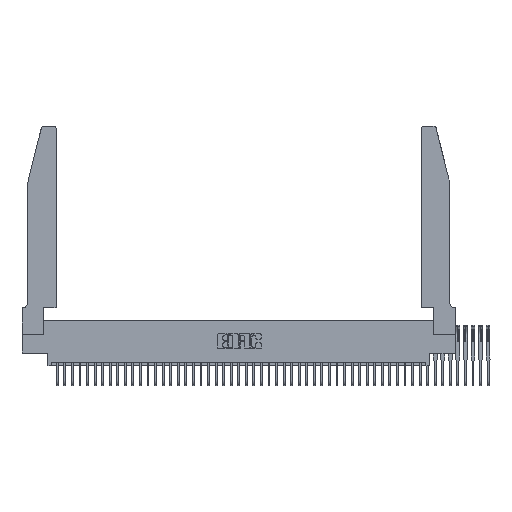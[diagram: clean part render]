
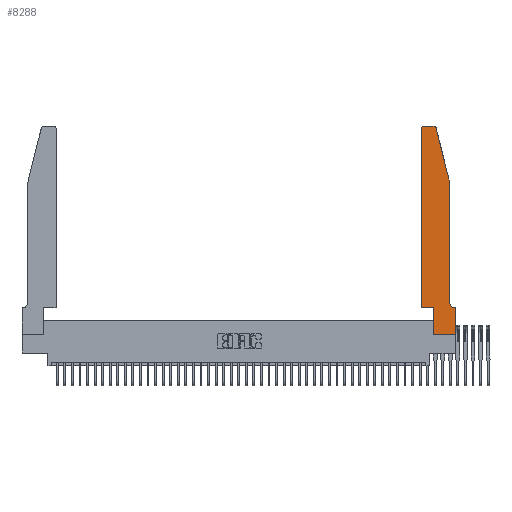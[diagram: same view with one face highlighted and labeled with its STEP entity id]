
A CAD part, top view. The second image highlights one B-rep face of the part: STEP entity #8288.
In plain terms, the highlighted face is planar.
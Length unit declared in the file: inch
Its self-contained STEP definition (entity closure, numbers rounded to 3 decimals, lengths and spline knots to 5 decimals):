
#81 = CARTESIAN_POINT ( 'NONE',  ( 0.0755, 2., 0. ) ) ;
#425 = DIRECTION ( 'NONE',  ( 1., 0., 0. ) ) ;
#569 = LINE ( 'NONE', #9987, #16598 ) ;
#582 = DIRECTION ( 'NONE',  ( -0.239, -0.971, 0. ) ) ;
#1258 = CARTESIAN_POINT ( 'NONE',  ( 0.0755, 0.35, 0. ) ) ;
#1378 = DIRECTION ( 'NONE',  ( 0., -1., 0. ) ) ;
#1624 = CARTESIAN_POINT ( 'NONE',  ( 0., 0.35, 0. ) ) ;
#1934 = LINE ( 'NONE', #39456, #10452 ) ;
#2004 = DIRECTION ( 'NONE',  ( 1., 0., 0. ) ) ;
#2133 = VECTOR ( 'NONE', #22598, 39.37008 ) ;
#3221 = ORIENTED_EDGE ( 'NONE', *, *, #3436, .F. ) ;
#3355 = DIRECTION ( 'NONE',  ( 0., -1., 0. ) ) ;
#3436 = EDGE_CURVE ( 'NONE', #17430, #32644, #27595, .T. ) ;
#3644 = CIRCLE ( 'NONE', #28478, 0.03 ) ;
#3858 = LINE ( 'NONE', #1258, #20848 ) ;
#4116 = ORIENTED_EDGE ( 'NONE', *, *, #19205, .F. ) ;
#4182 = CARTESIAN_POINT ( 'NONE',  ( 0.284, 2.72, 0. ) ) ;
#4691 = DIRECTION ( 'NONE',  ( 0., 1., 0. ) ) ;
#4754 = VERTEX_POINT ( 'NONE', #24618 ) ;
#6544 = LINE ( 'NONE', #31535, #15031 ) ;
#7192 = ORIENTED_EDGE ( 'NONE', *, *, #27604, .F. ) ;
#7396 = DIRECTION ( 'NONE',  ( 1., 0., 0. ) ) ;
#7524 = CARTESIAN_POINT ( 'NONE',  ( 0.0755, 0.42, 0. ) ) ;
#7830 = CARTESIAN_POINT ( 'NONE',  ( 0.0755, 2., 0. ) ) ;
#7836 = VERTEX_POINT ( 'NONE', #34856 ) ;
#8213 = DIRECTION ( 'NONE',  ( 0., 0., -1. ) ) ;
#8288 = ADVANCED_FACE ( 'NONE', ( #22111 ), #11747, .F. ) ;
#8831 = EDGE_CURVE ( 'NONE', #12073, #4754, #35429, .T. ) ;
#9273 = DIRECTION ( 'NONE',  ( 1., 0., 0. ) ) ;
#9987 = CARTESIAN_POINT ( 'NONE',  ( 0.4505, 0.35, 0. ) ) ;
#10452 = VECTOR ( 'NONE', #1378, 39.37008 ) ;
#10768 = EDGE_CURVE ( 'NONE', #38153, #32107, #14149, .T. ) ;
#10797 = DIRECTION ( 'NONE',  ( -1., 0., 0. ) ) ;
#11747 = PLANE ( 'NONE',  #27921 ) ;
#11927 = ORIENTED_EDGE ( 'NONE', *, *, #22715, .F. ) ;
#11962 = EDGE_CURVE ( 'NONE', #32107, #12073, #14032, .T. ) ;
#12073 = VERTEX_POINT ( 'NONE', #7524 ) ;
#12161 = VERTEX_POINT ( 'NONE', #27040 ) ;
#12242 = EDGE_LOOP ( 'NONE', ( #36005, #32646, #7192, #34006, #3221, #4116, #19868, #22508, #11927, #33447, #15470, #12729 ) ) ;
#12729 = ORIENTED_EDGE ( 'NONE', *, *, #11962, .F. ) ;
#12786 = CARTESIAN_POINT ( 'NONE',  ( 0.4505, 0.35, 0. ) ) ;
#14032 = LINE ( 'NONE', #81, #38289 ) ;
#14149 = LINE ( 'NONE', #22976, #36440 ) ;
#14961 = DIRECTION ( 'NONE',  ( 0., 0., 1. ) ) ;
#15031 = VECTOR ( 'NONE', #9273, 39.37008 ) ;
#15470 = ORIENTED_EDGE ( 'NONE', *, *, #8831, .F. ) ;
#15855 = DIRECTION ( 'NONE',  ( -1., 0., 0. ) ) ;
#15928 = LINE ( 'NONE', #23804, #32867 ) ;
#16598 = VECTOR ( 'NONE', #425, 39.37008 ) ;
#16627 = CARTESIAN_POINT ( 'NONE',  ( 0.25487, 2.72718, 0. ) ) ;
#17430 = VERTEX_POINT ( 'NONE', #12786 ) ;
#18479 = CARTESIAN_POINT ( 'NONE',  ( 0.2865, 0.35, 0. ) ) ;
#19205 = EDGE_CURVE ( 'NONE', #34832, #17430, #569, .T. ) ;
#19570 = CARTESIAN_POINT ( 'NONE',  ( 0., 0., 0. ) ) ;
#19868 = ORIENTED_EDGE ( 'NONE', *, *, #30873, .F. ) ;
#20848 = VECTOR ( 'NONE', #10797, 39.37008 ) ;
#21158 = DIRECTION ( 'NONE',  ( 0., 0., -1. ) ) ;
#22111 = FACE_OUTER_BOUND ( 'NONE', #12242, .T. ) ;
#22508 = ORIENTED_EDGE ( 'NONE', *, *, #28168, .F. ) ;
#22598 = DIRECTION ( 'NONE',  ( 0., 1., 0. ) ) ;
#22715 = EDGE_CURVE ( 'NONE', #37111, #38082, #1934, .T. ) ;
#22976 = CARTESIAN_POINT ( 'NONE',  ( 0.0755, 2., 0. ) ) ;
#23804 = CARTESIAN_POINT ( 'NONE',  ( 0.2865, 0.35, 0. ) ) ;
#24327 = AXIS2_PLACEMENT_3D ( 'NONE', #40069, #21158, #2004 ) ;
#24618 = CARTESIAN_POINT ( 'NONE',  ( 0.0055, 0.35, 0. ) ) ;
#26328 = CARTESIAN_POINT ( 'NONE',  ( 0.4505, 2.72, 0. ) ) ;
#26511 = DIRECTION ( 'NONE',  ( 0., 0., -1. ) ) ;
#27040 = CARTESIAN_POINT ( 'NONE',  ( 0.2865, 0., 0. ) ) ;
#27316 = CARTESIAN_POINT ( 'NONE',  ( 0.0055, 0.42, 0. ) ) ;
#27595 = LINE ( 'NONE', #35215, #2133 ) ;
#27604 = EDGE_CURVE ( 'NONE', #7836, #30931, #37900, .T. ) ;
#27622 = CARTESIAN_POINT ( 'NONE',  ( 0., 0.35, 0. ) ) ;
#27921 = AXIS2_PLACEMENT_3D ( 'NONE', #27622, #14961, #37143 ) ;
#28168 = EDGE_CURVE ( 'NONE', #38082, #12161, #6544, .T. ) ;
#28478 = AXIS2_PLACEMENT_3D ( 'NONE', #4182, #26511, #7396 ) ;
#28834 = EDGE_CURVE ( 'NONE', #38153, #30931, #3644, .T. ) ;
#29519 = VECTOR ( 'NONE', #15855, 39.37008 ) ;
#30483 = DIRECTION ( 'NONE',  ( -1., 0., 0. ) ) ;
#30873 = EDGE_CURVE ( 'NONE', #12161, #34832, #15928, .T. ) ;
#30931 = VERTEX_POINT ( 'NONE', #39798 ) ;
#30957 = EDGE_CURVE ( 'NONE', #7836, #32644, #38242, .T. ) ;
#31535 = CARTESIAN_POINT ( 'NONE',  ( 0., 0., 0. ) ) ;
#32107 = VERTEX_POINT ( 'NONE', #7830 ) ;
#32644 = VERTEX_POINT ( 'NONE', #26328 ) ;
#32646 = ORIENTED_EDGE ( 'NONE', *, *, #28834, .T. ) ;
#32867 = VECTOR ( 'NONE', #4691, 39.37008 ) ;
#33447 = ORIENTED_EDGE ( 'NONE', *, *, #40955, .F. ) ;
#34006 = ORIENTED_EDGE ( 'NONE', *, *, #30957, .T. ) ;
#34832 = VERTEX_POINT ( 'NONE', #18479 ) ;
#34856 = CARTESIAN_POINT ( 'NONE',  ( 0.4205, 2.75, 0. ) ) ;
#35215 = CARTESIAN_POINT ( 'NONE',  ( 0.4505, 0.35, 0. ) ) ;
#35429 = CIRCLE ( 'NONE', #39796, 0.07 ) ;
#36005 = ORIENTED_EDGE ( 'NONE', *, *, #10768, .F. ) ;
#36440 = VECTOR ( 'NONE', #582, 39.37008 ) ;
#37111 = VERTEX_POINT ( 'NONE', #1624 ) ;
#37143 = DIRECTION ( 'NONE',  ( 1., 0., 0. ) ) ;
#37900 = LINE ( 'NONE', #41049, #29519 ) ;
#38082 = VERTEX_POINT ( 'NONE', #19570 ) ;
#38153 = VERTEX_POINT ( 'NONE', #16627 ) ;
#38242 = CIRCLE ( 'NONE', #24327, 0.03 ) ;
#38289 = VECTOR ( 'NONE', #3355, 39.37008 ) ;
#39456 = CARTESIAN_POINT ( 'NONE',  ( 0., 0., 0. ) ) ;
#39796 = AXIS2_PLACEMENT_3D ( 'NONE', #27316, #8213, #30483 ) ;
#39798 = CARTESIAN_POINT ( 'NONE',  ( 0.284, 2.75, 0. ) ) ;
#40069 = CARTESIAN_POINT ( 'NONE',  ( 0.4205, 2.72, 0. ) ) ;
#40955 = EDGE_CURVE ( 'NONE', #4754, #37111, #3858, .T. ) ;
#41049 = CARTESIAN_POINT ( 'NONE',  ( 0.2605, 2.75, 0. ) ) ;
